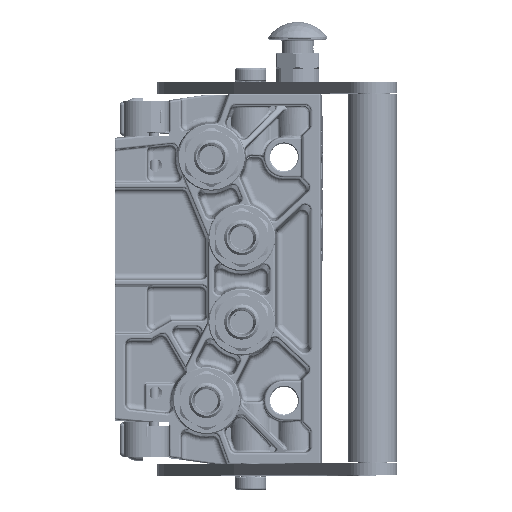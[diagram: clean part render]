
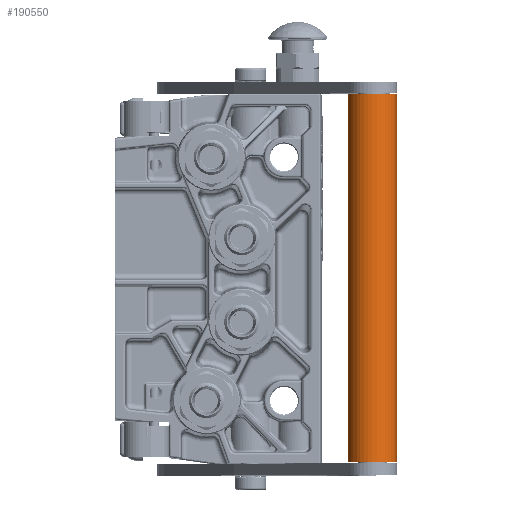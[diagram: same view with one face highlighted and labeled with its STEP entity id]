
A CAD part, top view. The second image highlights one B-rep face of the part: STEP entity #190550.
In plain terms, the highlighted cylindrical face has radius 12.5 mm (diameter 25 mm), a partial arc.
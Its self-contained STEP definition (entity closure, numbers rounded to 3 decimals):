
#4842 = CARTESIAN_POINT ( 'NONE',  ( -9.825, 0., 0. ) ) ;
#14169 = LINE ( 'NONE', #43930, #59267 ) ;
#15017 = ORIENTED_EDGE ( 'NONE', *, *, #159043, .F. ) ;
#26425 = DIRECTION ( 'NONE',  ( -1., 0., 0. ) ) ;
#33049 = CIRCLE ( 'NONE', #63774, 12.5 ) ;
#39832 = ORIENTED_EDGE ( 'NONE', *, *, #123701, .T. ) ;
#43930 = CARTESIAN_POINT ( 'NONE',  ( 192., 0., -12.5 ) ) ;
#55350 = DIRECTION ( 'NONE',  ( 0., 0., -1. ) ) ;
#59267 = VECTOR ( 'NONE', #26425, 1000. ) ;
#63774 = AXIS2_PLACEMENT_3D ( 'NONE', #71490, #183774, #55350 ) ;
#64593 = CARTESIAN_POINT ( 'NONE',  ( 4.5, 0., -12.5 ) ) ;
#71490 = CARTESIAN_POINT ( 'NONE',  ( 4.5, 0., 0. ) ) ;
#74895 = VERTEX_POINT ( 'NONE', #176342 ) ;
#75445 = FACE_OUTER_BOUND ( 'NONE', #203964, .T. ) ;
#88318 = VECTOR ( 'NONE', #143995, 1000. ) ;
#90562 = AXIS2_PLACEMENT_3D ( 'NONE', #4842, #133347, #182372 ) ;
#91731 = EDGE_CURVE ( 'NONE', #94746, #74895, #146123, .T. ) ;
#94275 = DIRECTION ( 'NONE',  ( 0., 0., -1. ) ) ;
#94746 = VERTEX_POINT ( 'NONE', #168177 ) ;
#96824 = VERTEX_POINT ( 'NONE', #64593 ) ;
#101418 = CIRCLE ( 'NONE', #176147, 12.5 ) ;
#103023 = CARTESIAN_POINT ( 'NONE',  ( 192., 0., 0. ) ) ;
#111756 = CARTESIAN_POINT ( 'NONE',  ( 192., 0., 12.5 ) ) ;
#119442 = ORIENTED_EDGE ( 'NONE', *, *, #148798, .T. ) ;
#123701 = EDGE_CURVE ( 'NONE', #96824, #74895, #33049, .T. ) ;
#133347 = DIRECTION ( 'NONE',  ( -1., 0., 0. ) ) ;
#139193 = DIRECTION ( 'NONE',  ( 1., 0., 0. ) ) ;
#143995 = DIRECTION ( 'NONE',  ( -1., 0., 0. ) ) ;
#145084 = CARTESIAN_POINT ( 'NONE',  ( 192., 0., -12.5 ) ) ;
#146123 = LINE ( 'NONE', #111756, #88318 ) ;
#148798 = EDGE_CURVE ( 'NONE', #152168, #96824, #14169, .T. ) ;
#152168 = VERTEX_POINT ( 'NONE', #145084 ) ;
#159043 = EDGE_CURVE ( 'NONE', #152168, #94746, #101418, .T. ) ;
#160794 = CYLINDRICAL_SURFACE ( 'NONE', #90562, 12.5 ) ;
#168177 = CARTESIAN_POINT ( 'NONE',  ( 192., 0., 12.5 ) ) ;
#176147 = AXIS2_PLACEMENT_3D ( 'NONE', #103023, #139193, #94275 ) ;
#176342 = CARTESIAN_POINT ( 'NONE',  ( 4.5, 0., 12.5 ) ) ;
#182372 = DIRECTION ( 'NONE',  ( 0., 0., 1. ) ) ;
#183774 = DIRECTION ( 'NONE',  ( 1., 0., 0. ) ) ;
#190550 = ADVANCED_FACE ( 'NONE', ( #75445 ), #160794, .T. ) ;
#203964 = EDGE_LOOP ( 'NONE', ( #39832, #206749, #15017, #119442 ) ) ;
#206749 = ORIENTED_EDGE ( 'NONE', *, *, #91731, .F. ) ;
